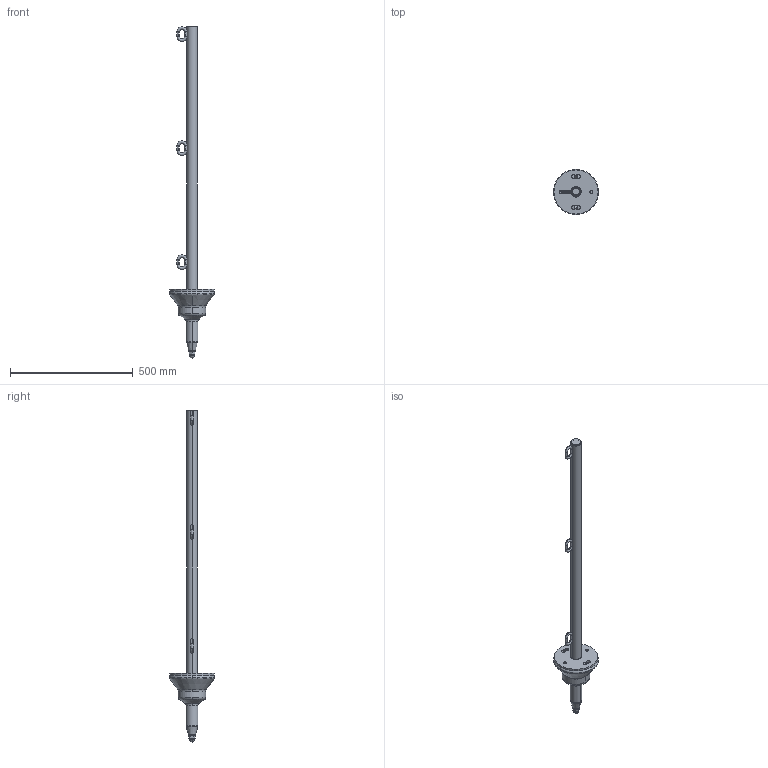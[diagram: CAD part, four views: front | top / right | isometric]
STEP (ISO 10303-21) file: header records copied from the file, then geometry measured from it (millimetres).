
FILE_DESCRIPTION(('STEP AP214'),'1');
FILE_NAME('Pfosten.STP','2023-11-21T12:53:54',(' '),(' '),'Spatial InterOp 3D',' ',' ');
FILE_SCHEMA(('AUTOMOTIVE_DESIGN { 1 0 10303 214 1 1 1 1 }'));
Length unit declared in the file: millimetre
Products named in the file (1): Rotationskörper        
Bounding box: 184.15 x 184.15 x 1354.11 mm (x, y, z)
Volume: 1357025.5 mm3; surface area: 544613.4 mm2
Topology: 13 solids, 13 shells, 212 faces, 507 edges, 319 vertices
Faces by surface type: cylinder 74, cone 54, plane 42, torus 38, sphere 4
Entity records: 7020 total; most frequent: CARTESIAN_POINT 1633, DIRECTION 1214, ORIENTED_EDGE 1002, AXIS2_PLACEMENT_3D 534, EDGE_CURVE 501, VERTEX_POINT 319, CIRCLE 309, EDGE_LOOP 244
